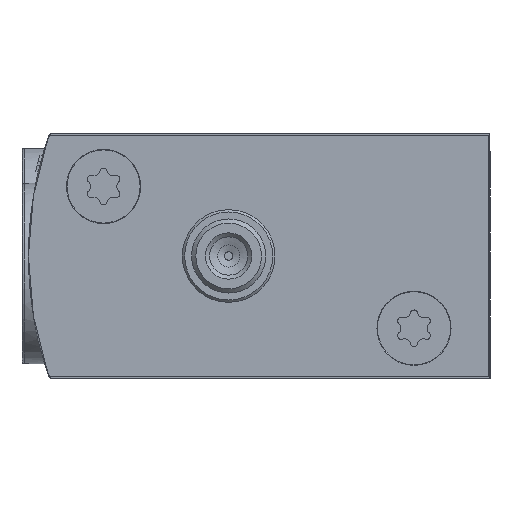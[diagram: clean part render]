
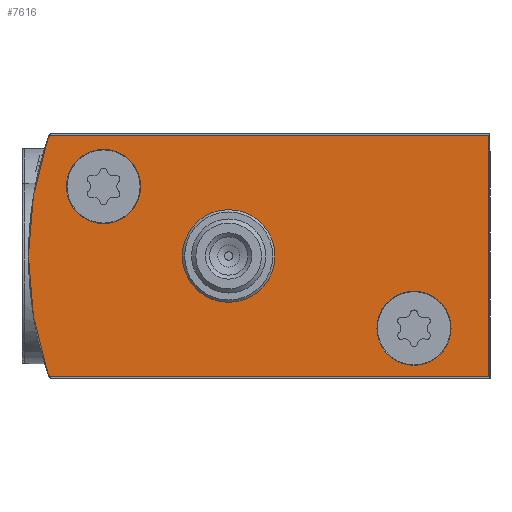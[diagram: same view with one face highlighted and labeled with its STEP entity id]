
A CAD part, left-side view. The second image highlights one B-rep face of the part: STEP entity #7616.
In plain terms, the highlighted planar face has unit normal (-1, 0, 0).
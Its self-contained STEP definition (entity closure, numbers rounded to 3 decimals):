
#837=LINE('',#13291,#1518);
#840=LINE('',#13299,#1521);
#843=LINE('',#13305,#1524);
#1518=VECTOR('',#10903,1000.);
#1521=VECTOR('',#10910,1000.);
#1524=VECTOR('',#10915,1000.);
#3281=ORIENTED_EDGE('',*,*,#4543,.F.);
#3282=ORIENTED_EDGE('',*,*,#4544,.T.);
#3283=ORIENTED_EDGE('',*,*,#4545,.T.);
#3284=ORIENTED_EDGE('',*,*,#4526,.F.);
#3285=ORIENTED_EDGE('',*,*,#4510,.F.);
#3286=ORIENTED_EDGE('',*,*,#4539,.F.);
#3287=ORIENTED_EDGE('',*,*,#4536,.F.);
#3288=ORIENTED_EDGE('',*,*,#4533,.F.);
#3289=ORIENTED_EDGE('',*,*,#4529,.F.);
#4510=EDGE_CURVE('',#5306,#5307,#5705,.T.);
#4526=EDGE_CURVE('',#5307,#5322,#5713,.T.);
#4529=EDGE_CURVE('',#5322,#5324,#837,.T.);
#4533=EDGE_CURVE('',#5324,#5327,#840,.T.);
#4536=EDGE_CURVE('',#5327,#5329,#843,.T.);
#4539=EDGE_CURVE('',#5329,#5306,#5716,.T.);
#4543=EDGE_CURVE('',#5333,#5333,#5720,.F.);
#4544=EDGE_CURVE('',#5334,#5334,#5721,.T.);
#4545=EDGE_CURVE('',#5335,#5335,#5722,.T.);
#5306=VERTEX_POINT('',#13253);
#5307=VERTEX_POINT('',#13254);
#5322=VERTEX_POINT('',#13286);
#5324=VERTEX_POINT('',#13292);
#5327=VERTEX_POINT('',#13300);
#5329=VERTEX_POINT('',#13306);
#5333=VERTEX_POINT('',#13320);
#5334=VERTEX_POINT('',#13322);
#5335=VERTEX_POINT('',#13324);
#5705=CIRCLE('',#8946,39.5);
#5713=CIRCLE('',#8955,0.2);
#5716=CIRCLE('',#8962,0.2);
#5720=CIRCLE('',#8968,5.);
#5721=CIRCLE('',#8969,4.);
#5722=CIRCLE('',#8970,4.);
#6230=EDGE_LOOP('',(#3281));
#6231=EDGE_LOOP('',(#3282));
#6232=EDGE_LOOP('',(#3283));
#6233=EDGE_LOOP('',(#3284,#3285,#3286,#3287,#3288,#3289));
#6840=FACE_BOUND('',#6230,.T.);
#6841=FACE_BOUND('',#6231,.T.);
#6842=FACE_BOUND('',#6232,.T.);
#6843=FACE_BOUND('',#6233,.T.);
#7228=PLANE('',#8967);
#7616=ADVANCED_FACE('',(#6840,#6841,#6842,#6843),#7228,.F.);
#8946=AXIS2_PLACEMENT_3D('',#13252,#10870,#10871);
#8955=AXIS2_PLACEMENT_3D('',#13285,#10896,#10897);
#8962=AXIS2_PLACEMENT_3D('',#13311,#10920,#10921);
#8967=AXIS2_PLACEMENT_3D('',#13318,#10930,#10931);
#8968=AXIS2_PLACEMENT_3D('',#13319,#10932,#10933);
#8969=AXIS2_PLACEMENT_3D('',#13321,#10934,#10935);
#8970=AXIS2_PLACEMENT_3D('',#13323,#10936,#10937);
#10870=DIRECTION('',(1.,0.,0.));
#10871=DIRECTION('',(0.,0.,-1.));
#10896=DIRECTION('',(1.,0.,0.));
#10897=DIRECTION('',(0.,0.,-1.));
#10903=DIRECTION('',(0.,-1.,0.));
#10910=DIRECTION('',(0.,0.,-1.));
#10915=DIRECTION('',(0.,1.,0.));
#10920=DIRECTION('',(1.,0.,0.));
#10921=DIRECTION('',(0.,0.,-1.));
#10930=DIRECTION('',(1.,0.,0.));
#10931=DIRECTION('',(0.,0.,-1.));
#10932=DIRECTION('',(1.,0.,0.));
#10933=DIRECTION('',(0.,0.,-1.));
#10934=DIRECTION('',(1.,0.,0.));
#10935=DIRECTION('',(0.,0.,-1.));
#10936=DIRECTION('',(1.,0.,0.));
#10937=DIRECTION('',(0.,0.,-1.));
#13252=CARTESIAN_POINT('',(0.,10.3,0.));
#13253=CARTESIAN_POINT('',(0.,47.663,-12.815));
#13254=CARTESIAN_POINT('',(0.,47.663,12.815));
#13285=CARTESIAN_POINT('',(0.,47.474,12.75));
#13286=CARTESIAN_POINT('',(0.,47.474,12.95));
#13291=CARTESIAN_POINT('',(0.,47.474,12.95));
#13292=CARTESIAN_POINT('',(0.,0.2,12.95));
#13299=CARTESIAN_POINT('',(0.,0.2,12.95));
#13300=CARTESIAN_POINT('',(0.,0.2,-12.95));
#13305=CARTESIAN_POINT('',(0.,0.2,-12.95));
#13306=CARTESIAN_POINT('',(0.,47.474,-12.95));
#13311=CARTESIAN_POINT('',(0.,47.474,-12.75));
#13318=CARTESIAN_POINT('',(0.,47.474,12.75));
#13319=CARTESIAN_POINT('',(0.,28.2,0.));
#13320=CARTESIAN_POINT('',(0.,28.2,-5.));
#13321=CARTESIAN_POINT('',(0.,41.7,7.5));
#13322=CARTESIAN_POINT('',(0.,41.7,3.5));
#13323=CARTESIAN_POINT('',(0.,8.2,-7.8));
#13324=CARTESIAN_POINT('',(0.,8.2,-11.8));
